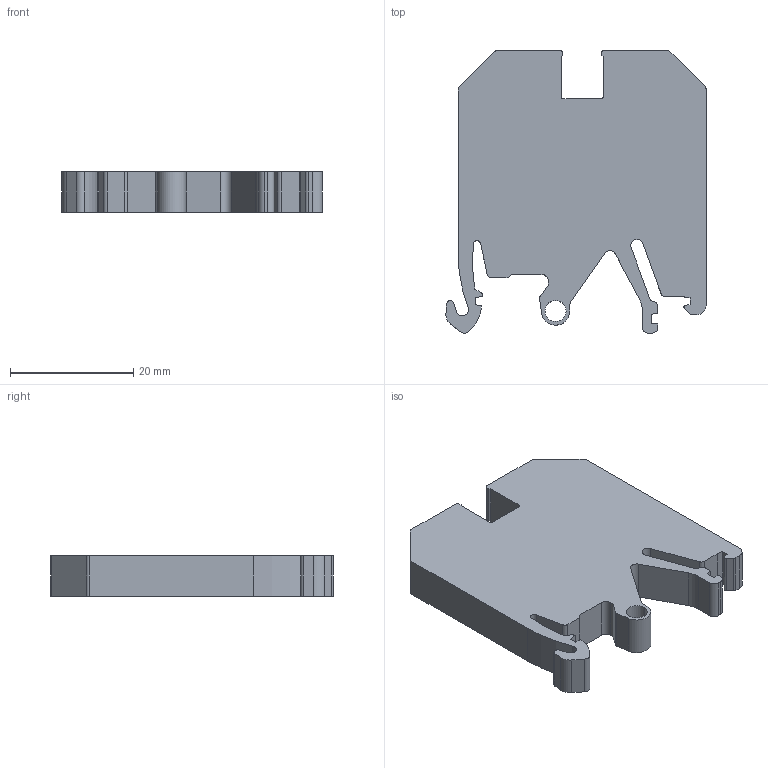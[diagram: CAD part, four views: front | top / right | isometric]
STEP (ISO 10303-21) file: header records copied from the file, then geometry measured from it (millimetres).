
FILE_DESCRIPTION((''),'2;1');
FILE_NAME('PRT0001','2020-11-10T',('Administrator'),(''),'PRO/ENGINEER BY PARAMETRIC TECHNOLOGY CORPORATION, 2013230','PRO/ENGINEER BY PARAMETRIC TECHNOLOGY CORPORATION, 2013230','');
FILE_SCHEMA(('AUTOMOTIVE_DESIGN { 1 0 10303 214 1 1 1 1 }'));
Length unit declared in the file: millimetre
Products named in the file (1): PRT0001
Bounding box: 42.18 x 45.8 x 6.5 mm (x, y, z)
Volume: 9442.8 mm3; surface area: 4681.5 mm2
Topology: 1 solids, 1 shells, 83 faces, 243 edges, 162 vertices
Faces by surface type: plane 48, cylinder 35
Entity records: 2843 total; most frequent: CARTESIAN_POINT 490, ORIENTED_EDGE 486, DIRECTION 479, EDGE_CURVE 243, VECTOR 173, LINE 173, VERTEX_POINT 162, AXIS2_PLACEMENT_3D 153
